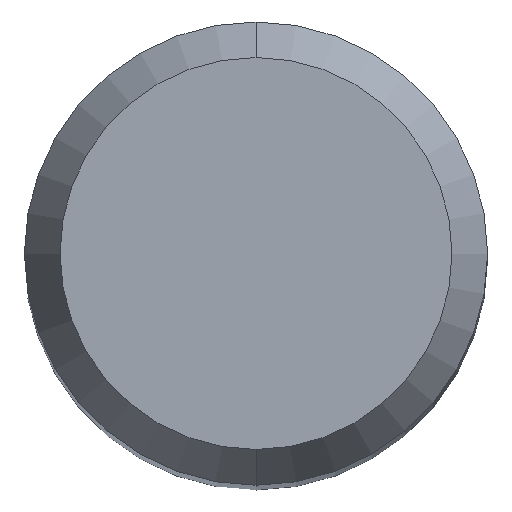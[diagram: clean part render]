
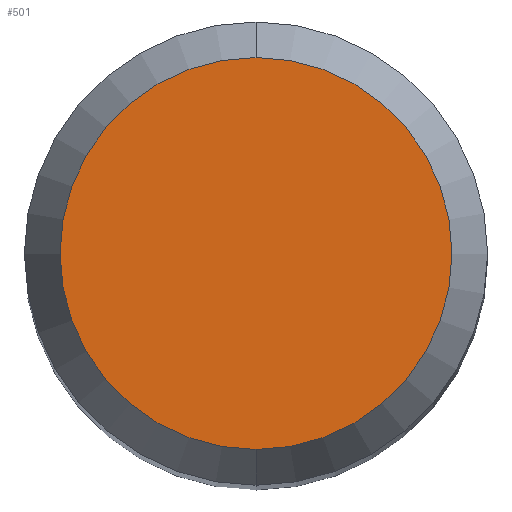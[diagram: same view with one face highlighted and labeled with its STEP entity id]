
A CAD part, top view. The second image highlights one B-rep face of the part: STEP entity #501.
In plain terms, the highlighted planar face has unit normal (0, 0, 1).
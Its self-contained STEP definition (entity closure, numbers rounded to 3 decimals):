
#443=EDGE_CURVE('',#521,#527,#827,.T.);
#477=EDGE_CURVE('',#527,#521,#866,.T.);
#501=ADVANCED_FACE('',(#894),#895,.T.);
#521=VERTEX_POINT('',#916);
#527=VERTEX_POINT('',#922);
#827=CIRCLE('',#1428,2.538);
#866=CIRCLE('',#1507,2.538);
#894=FACE_OUTER_BOUND('',#1546,.T.);
#895=PLANE('',#1547);
#916=CARTESIAN_POINT('',(0.0,2.538,0.0));
#922=CARTESIAN_POINT('',(0.,-2.538,0.0));
#1428=AXIS2_PLACEMENT_3D('',#1960,#1961,#1962);
#1507=AXIS2_PLACEMENT_3D('',#2006,#2007,#2008);
#1546=EDGE_LOOP('',(#2050,#2051));
#1547=AXIS2_PLACEMENT_3D('',#2052,#2053,#2054);
#1960=CARTESIAN_POINT('',(0.0,0.0,0.0));
#1961=DIRECTION('',(0.0,0.0,-1.0));
#1962=DIRECTION('',(0.0,1.0,0.0));
#2006=CARTESIAN_POINT('',(0.0,0.0,0.0));
#2007=DIRECTION('',(0.0,0.0,-1.0));
#2008=DIRECTION('',(0.0,1.0,0.0));
#2050=ORIENTED_EDGE('',*,*,#443,.F.);
#2051=ORIENTED_EDGE('',*,*,#477,.F.);
#2052=CARTESIAN_POINT('',(0.0,1.269,0.0));
#2053=DIRECTION('',(-0.0,0.0,1.0));
#2054=DIRECTION('',(0.0,-1.0,0.0));
